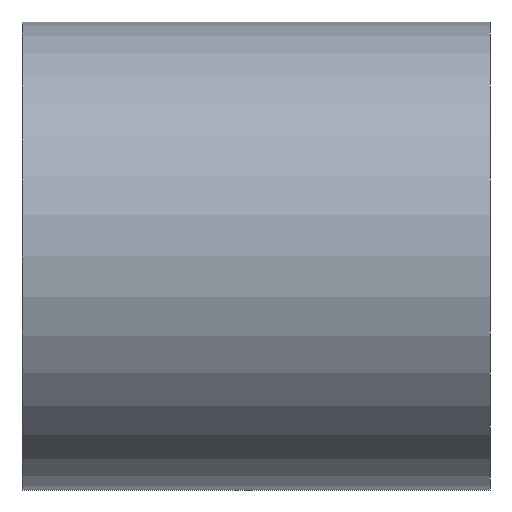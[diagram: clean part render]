
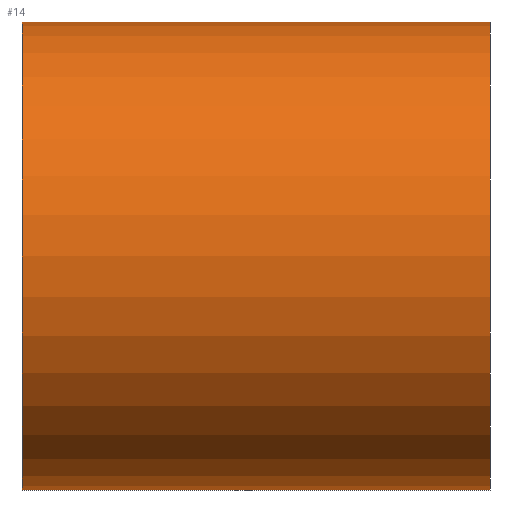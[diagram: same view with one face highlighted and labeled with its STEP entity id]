
A CAD part, front view. The second image highlights one B-rep face of the part: STEP entity #14.
In plain terms, the highlighted cylindrical face has radius 7.5 mm (diameter 15 mm), a partial arc.
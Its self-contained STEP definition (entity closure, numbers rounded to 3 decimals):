
#6 = EDGE_CURVE ( 'NONE', #39, #36, #45, .T. ) ;
#7 = EDGE_CURVE ( 'NONE', #39, #37, #64, .T. ) ;
#8 = EDGE_CURVE ( 'NONE', #36, #38, #61, .T. ) ;
#9 = EDGE_CURVE ( 'NONE', #37, #38, #46, .T. ) ;
#14 = ADVANCED_FACE ( 'NONE', ( #109 ), #112, .T. ) ;
#28 = ORIENTED_EDGE ( 'NONE', *, *, #7, .F. ) ;
#29 = ORIENTED_EDGE ( 'NONE', *, *, #6, .T. ) ;
#30 = ORIENTED_EDGE ( 'NONE', *, *, #8, .T. ) ;
#36 = VERTEX_POINT ( 'NONE', #122 ) ;
#37 = VERTEX_POINT ( 'NONE', #123 ) ;
#38 = VERTEX_POINT ( 'NONE', #117 ) ;
#39 = VERTEX_POINT ( 'NONE', #120 ) ;
#40 = DIRECTION ( 'NONE',  ( -1., 0., 0. ) ) ;
#41 = CARTESIAN_POINT ( 'NONE',  ( 15., 0., 7.5 ) ) ;
#42 = EDGE_LOOP ( 'NONE', ( #126, #28, #29, #30 ) ) ;
#45 = LINE ( 'NONE', #41, #65 ) ;
#46 = LINE ( 'NONE', #47, #66 ) ;
#47 = CARTESIAN_POINT ( 'NONE',  ( 15., 0., -7.5 ) ) ;
#48 = CARTESIAN_POINT ( 'NONE',  ( 15., 0., 0. ) ) ;
#49 = DIRECTION ( 'NONE',  ( 1., 0., 0. ) ) ;
#50 = DIRECTION ( 'NONE',  ( 0., 0., -1. ) ) ;
#52 = CARTESIAN_POINT ( 'NONE',  ( 0., 0., 0. ) ) ;
#53 = DIRECTION ( 'NONE',  ( 1., 0., 0. ) ) ;
#54 = DIRECTION ( 'NONE',  ( 0., 0., -1. ) ) ;
#55 = DIRECTION ( 'NONE',  ( -1., 0., 0. ) ) ;
#61 = CIRCLE ( 'NONE', #67, 7.5 ) ;
#63 = AXIS2_PLACEMENT_3D ( 'NONE', #48, #49, #50 ) ;
#64 = CIRCLE ( 'NONE', #63, 7.5 ) ;
#65 = VECTOR ( 'NONE', #40, 1000. ) ;
#66 = VECTOR ( 'NONE', #55, 1000. ) ;
#67 = AXIS2_PLACEMENT_3D ( 'NONE', #52, #53, #54 ) ;
#73 = AXIS2_PLACEMENT_3D ( 'NONE', #110, #113, #114 ) ;
#109 = FACE_OUTER_BOUND ( 'NONE', #42, .T. ) ;
#110 = CARTESIAN_POINT ( 'NONE',  ( 15., 0., 0. ) ) ;
#112 = CYLINDRICAL_SURFACE ( 'NONE', #73, 7.5 ) ;
#113 = DIRECTION ( 'NONE',  ( -1., 0., 0. ) ) ;
#114 = DIRECTION ( 'NONE',  ( 0., 0., 1. ) ) ;
#117 = CARTESIAN_POINT ( 'NONE',  ( 0., 0., -7.5 ) ) ;
#120 = CARTESIAN_POINT ( 'NONE',  ( 15., 0., 7.5 ) ) ;
#122 = CARTESIAN_POINT ( 'NONE',  ( 0., 0., 7.5 ) ) ;
#123 = CARTESIAN_POINT ( 'NONE',  ( 15., 0., -7.5 ) ) ;
#126 = ORIENTED_EDGE ( 'NONE', *, *, #9, .F. ) ;
